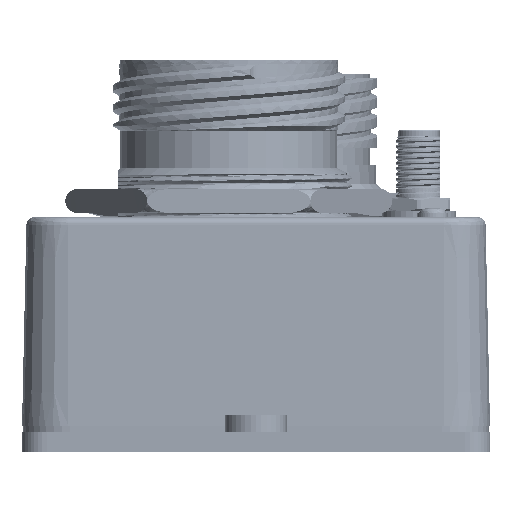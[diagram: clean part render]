
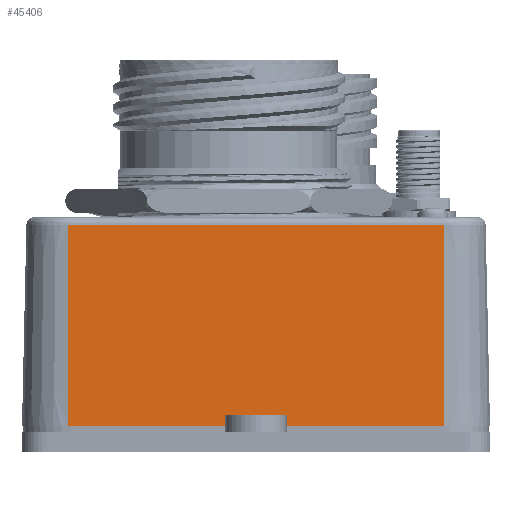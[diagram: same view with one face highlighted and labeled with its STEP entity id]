
A CAD part, left-side view. The second image highlights one B-rep face of the part: STEP entity #45406.
In plain terms, the highlighted face is planar.
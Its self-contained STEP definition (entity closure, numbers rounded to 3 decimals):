
#3873 = CARTESIAN_POINT ( 'NONE',  ( 55.632, -26.022, -24.25 ) ) ;
#7568 = CARTESIAN_POINT ( 'NONE',  ( 55.632, -26.022, 24.25 ) ) ;
#14394 = CARTESIAN_POINT ( 'NONE',  ( 56.2, 0., 24.25 ) ) ;
#20499 = EDGE_CURVE ( 'NONE', #96768, #98870, #27892, .T. ) ;
#21281 = ORIENTED_EDGE ( 'NONE', *, *, #20499, .T. ) ;
#22034 = VECTOR ( 'NONE', #85977, 1000. ) ;
#27892 = LINE ( 'NONE', #90611, #132428 ) ;
#28742 = ORIENTED_EDGE ( 'NONE', *, *, #130035, .T. ) ;
#35473 = CARTESIAN_POINT ( 'NONE',  ( 56.2, 0., 24.25 ) ) ;
#42846 = ORIENTED_EDGE ( 'NONE', *, *, #63726, .T. ) ;
#44173 = VERTEX_POINT ( 'NONE', #14394 ) ;
#45406 = ADVANCED_FACE ( 'NONE', ( #65148 ), #105408, .T. ) ;
#47512 = LINE ( 'NONE', #75794, #77748 ) ;
#63170 = DIRECTION ( 'NONE',  ( -0.022, -1., 0. ) ) ;
#63726 = EDGE_CURVE ( 'NONE', #98870, #44173, #108421, .T. ) ;
#65148 = FACE_OUTER_BOUND ( 'NONE', #108851, .T. ) ;
#65537 = VECTOR ( 'NONE', #97157, 1000. ) ;
#69142 = LINE ( 'NONE', #130476, #65537 ) ;
#69444 = DIRECTION ( 'NONE',  ( 0.022, 1., 0. ) ) ;
#75794 = CARTESIAN_POINT ( 'NONE',  ( 56.2, 0., 24.25 ) ) ;
#77748 = VECTOR ( 'NONE', #82205, 1000. ) ;
#78757 = CARTESIAN_POINT ( 'NONE',  ( 56.2, 0., -24.25 ) ) ;
#82205 = DIRECTION ( 'NONE',  ( -0.022, -1., 0. ) ) ;
#85977 = DIRECTION ( 'NONE',  ( 0., 0., 1. ) ) ;
#90611 = CARTESIAN_POINT ( 'NONE',  ( 56.2, 0., -24.25 ) ) ;
#93652 = EDGE_CURVE ( 'NONE', #96768, #128999, #69142, .T. ) ;
#95219 = DIRECTION ( 'NONE',  ( 1., -0.022, 0. ) ) ;
#96203 = ORIENTED_EDGE ( 'NONE', *, *, #93652, .F. ) ;
#96545 = CARTESIAN_POINT ( 'NONE',  ( 56.2, 0., 24.25 ) ) ;
#96768 = VERTEX_POINT ( 'NONE', #3873 ) ;
#97157 = DIRECTION ( 'NONE',  ( 0., 0., 1. ) ) ;
#98870 = VERTEX_POINT ( 'NONE', #78757 ) ;
#105408 = PLANE ( 'NONE',  #124771 ) ;
#108421 = LINE ( 'NONE', #35473, #22034 ) ;
#108851 = EDGE_LOOP ( 'NONE', ( #42846, #28742, #96203, #21281 ) ) ;
#124771 = AXIS2_PLACEMENT_3D ( 'NONE', #96545, #95219, #63170 ) ;
#128999 = VERTEX_POINT ( 'NONE', #7568 ) ;
#130035 = EDGE_CURVE ( 'NONE', #44173, #128999, #47512, .T. ) ;
#130476 = CARTESIAN_POINT ( 'NONE',  ( 55.632, -26.022, 12.125 ) ) ;
#132428 = VECTOR ( 'NONE', #69444, 1000. ) ;
